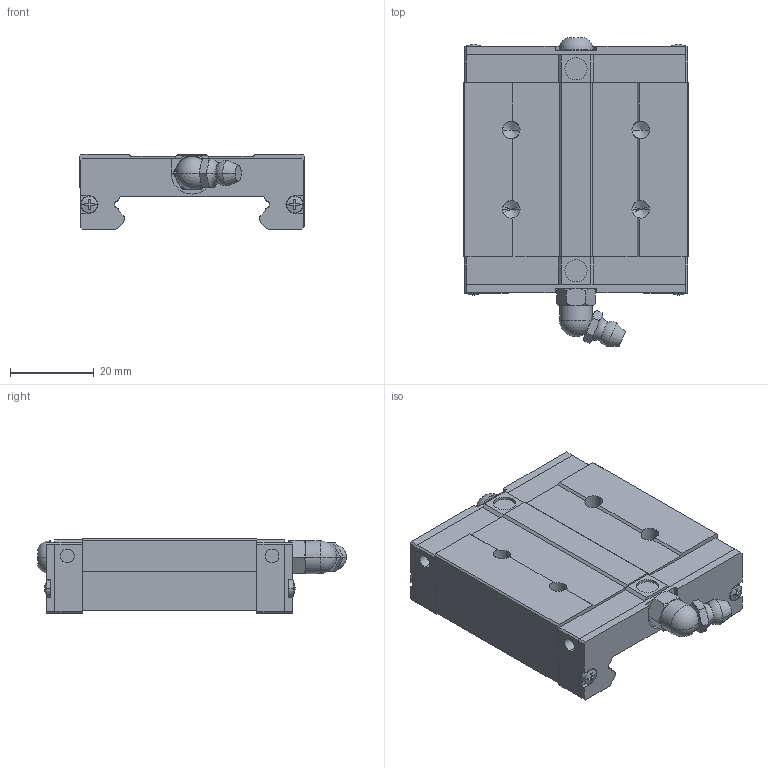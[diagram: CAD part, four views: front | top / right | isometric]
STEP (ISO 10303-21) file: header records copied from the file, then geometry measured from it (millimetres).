
FILE_DESCRIPTION(('STEP AP214'),'1');
FILE_NAME('cctmp_60B9BBC3-3768-462B-A63D-31084C6F6827_2024_08_09_15_41_42_0748..stp','2024-08-09T13:41:42',('HIWIN GmbH'),('CADClick - www.CADClick.com'),'Spatial InterOp 3D',' ','unknown authorization');
FILE_SCHEMA(('AUTOMOTIVE_DESIGN'));
Length unit declared in the file: millimetre
Products named in the file (1): WEH21CAZ0C_FILE
Bounding box: 54 x 73.95 x 18 mm (x, y, z)
Volume: 38857 mm3; surface area: 12231.2 mm2
Topology: 1 solids, 5 shells, 344 faces, 923 edges, 591 vertices
Faces by surface type: plane 198, cylinder 80, cone 46, torus 18, sphere 2
Entity records: 13582 total; most frequent: CARTESIAN_POINT 2345, ORIENTED_EDGE 1826, DIRECTION 1728, EDGE_CURVE 913, VERTEX_POINT 591, AXIS2_PLACEMENT_3D 582, LINE 564, VECTOR 564
